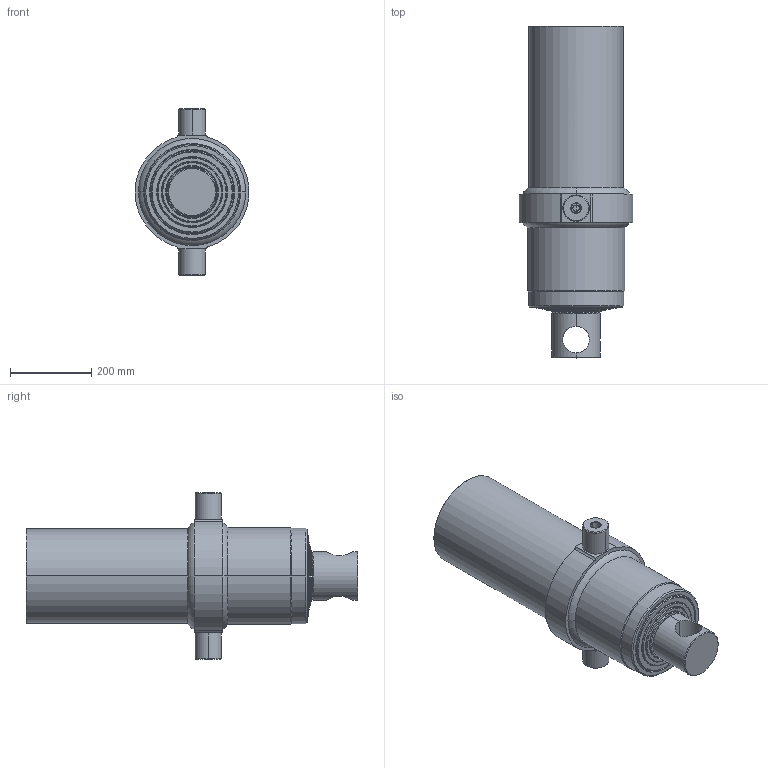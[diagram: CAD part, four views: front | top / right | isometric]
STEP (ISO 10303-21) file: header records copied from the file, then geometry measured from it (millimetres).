
FILE_DESCRIPTION (( 'STEP AP203' ), '1' );
FILE_NAME ('530.L.STEP', '2014-10-27T12:23:18', ( '' ), ( '' ), 'SwSTEP 2.0', 'SolidWorks 2013', '' );
FILE_SCHEMA (( 'CONFIG_CONTROL_DESIGN' ));
Length unit declared in the file: millimetre
Products named in the file (1): 530.L
Bounding box: 279.49 x 816 x 410 mm (x, y, z)
Surface area: 2258032.6 mm2 (no closed solid volume)
Topology: 0 solids, 19 shells, 118 faces, 291 edges, 187 vertices
Faces by surface type: cylinder 57, cone 36, plane 17, torus 6, sphere 2
Entity records: 4078 total; most frequent: CARTESIAN_POINT 1101, DIRECTION 699, ORIENTED_EDGE 500, AXIS2_PLACEMENT_3D 299, EDGE_CURVE 291, VERTEX_POINT 187, CIRCLE 180, EDGE_LOOP 137
